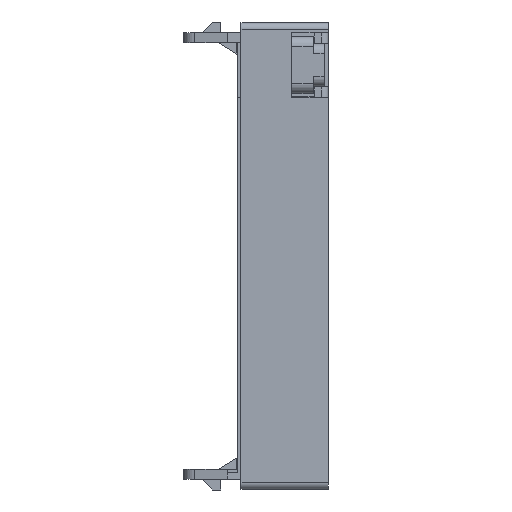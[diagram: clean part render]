
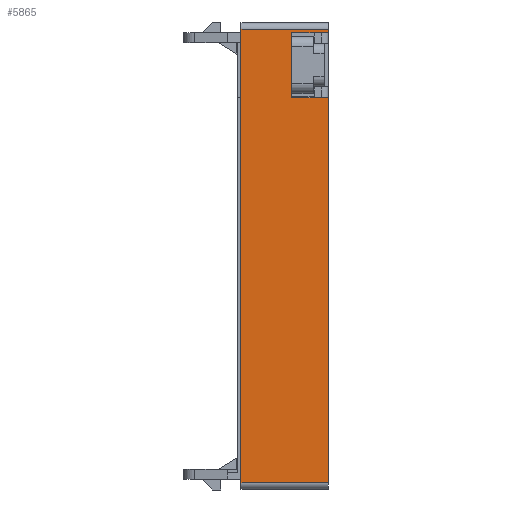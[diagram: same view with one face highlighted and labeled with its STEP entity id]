
A CAD part, left-side view. The second image highlights one B-rep face of the part: STEP entity #5865.
In plain terms, the highlighted planar face has unit normal (-1, 0, 0).
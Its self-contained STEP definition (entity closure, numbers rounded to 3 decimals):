
#4403 = VERTEX_POINT('',#4404);
#4404 = CARTESIAN_POINT('',(-45.3,0.,-34.));
#4411 = EDGE_CURVE('',#4403,#4412,#4414,.T.);
#4412 = VERTEX_POINT('',#4413);
#4413 = CARTESIAN_POINT('',(-45.3,0.,34.));
#4414 = LINE('',#4415,#4416);
#4415 = CARTESIAN_POINT('',(-45.3,0.,35.));
#4416 = VECTOR('',#4417,1.);
#4417 = DIRECTION('',(-0.,-0.,1.));
#4852 = VERTEX_POINT('',#4853);
#4853 = CARTESIAN_POINT('',(-45.3,-7.6,33.5));
#4859 = EDGE_CURVE('',#4860,#4852,#4862,.T.);
#4860 = VERTEX_POINT('',#4861);
#4861 = CARTESIAN_POINT('',(-45.3,-7.6,23.75));
#4862 = LINE('',#4863,#4864);
#4863 = CARTESIAN_POINT('',(-45.3,-7.6,35.));
#4864 = VECTOR('',#4865,1.);
#4865 = DIRECTION('',(0.,0.,1.));
#5463 = VERTEX_POINT('',#5464);
#5464 = CARTESIAN_POINT('',(-45.3,-13.1,23.75));
#5470 = EDGE_CURVE('',#5471,#5463,#5473,.T.);
#5471 = VERTEX_POINT('',#5472);
#5472 = CARTESIAN_POINT('',(-45.3,-13.1,-34.));
#5473 = LINE('',#5474,#5475);
#5474 = CARTESIAN_POINT('',(-45.3,-13.1,35.));
#5475 = VECTOR('',#5476,1.);
#5476 = DIRECTION('',(-0.,-0.,1.));
#5582 = VERTEX_POINT('',#5583);
#5583 = CARTESIAN_POINT('',(-45.3,-13.1,34.));
#5590 = EDGE_CURVE('',#5591,#5582,#5593,.T.);
#5591 = VERTEX_POINT('',#5592);
#5592 = CARTESIAN_POINT('',(-45.3,-13.1,33.5));
#5593 = LINE('',#5594,#5595);
#5594 = CARTESIAN_POINT('',(-45.3,-13.1,35.));
#5595 = VECTOR('',#5596,1.);
#5596 = DIRECTION('',(-0.,-0.,1.));
#5865 = ADVANCED_FACE('',(#5866),#5896,.T.);
#5866 = FACE_BOUND('',#5867,.T.);
#5867 = EDGE_LOOP('',(#5868,#5874,#5875,#5881,#5882,#5888,#5889,#5895));
#5868 = ORIENTED_EDGE('',*,*,#5869,.F.);
#5869 = EDGE_CURVE('',#4860,#5463,#5870,.T.);
#5870 = LINE('',#5871,#5872);
#5871 = CARTESIAN_POINT('',(-45.3,-13.1,23.75));
#5872 = VECTOR('',#5873,1.);
#5873 = DIRECTION('',(0.,-1.,0.));
#5874 = ORIENTED_EDGE('',*,*,#4859,.T.);
#5875 = ORIENTED_EDGE('',*,*,#5876,.F.);
#5876 = EDGE_CURVE('',#5591,#4852,#5877,.T.);
#5877 = LINE('',#5878,#5879);
#5878 = CARTESIAN_POINT('',(-45.3,-13.1,33.5));
#5879 = VECTOR('',#5880,1.);
#5880 = DIRECTION('',(0.,1.,0.));
#5881 = ORIENTED_EDGE('',*,*,#5590,.T.);
#5882 = ORIENTED_EDGE('',*,*,#5883,.T.);
#5883 = EDGE_CURVE('',#5582,#4412,#5884,.T.);
#5884 = LINE('',#5885,#5886);
#5885 = CARTESIAN_POINT('',(-45.3,-13.1,34.));
#5886 = VECTOR('',#5887,1.);
#5887 = DIRECTION('',(0.,1.,0.));
#5888 = ORIENTED_EDGE('',*,*,#4411,.F.);
#5889 = ORIENTED_EDGE('',*,*,#5890,.T.);
#5890 = EDGE_CURVE('',#4403,#5471,#5891,.T.);
#5891 = LINE('',#5892,#5893);
#5892 = CARTESIAN_POINT('',(-45.3,-13.1,-34.));
#5893 = VECTOR('',#5894,1.);
#5894 = DIRECTION('',(-0.,-1.,-0.));
#5895 = ORIENTED_EDGE('',*,*,#5470,.T.);
#5896 = PLANE('',#5897);
#5897 = AXIS2_PLACEMENT_3D('',#5898,#5899,#5900);
#5898 = CARTESIAN_POINT('',(-45.3,-13.1,35.));
#5899 = DIRECTION('',(-1.,0.,0.));
#5900 = DIRECTION('',(0.,0.,1.));
